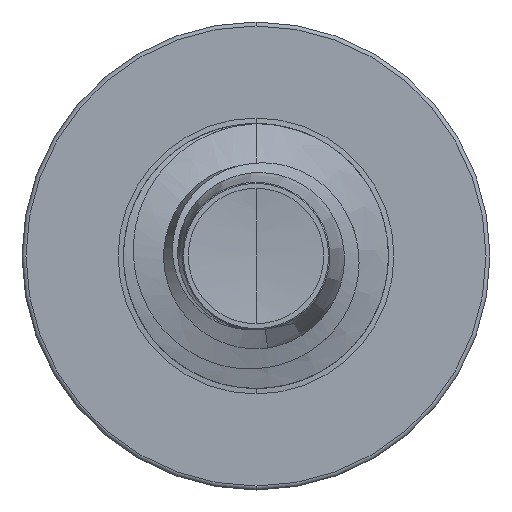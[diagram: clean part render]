
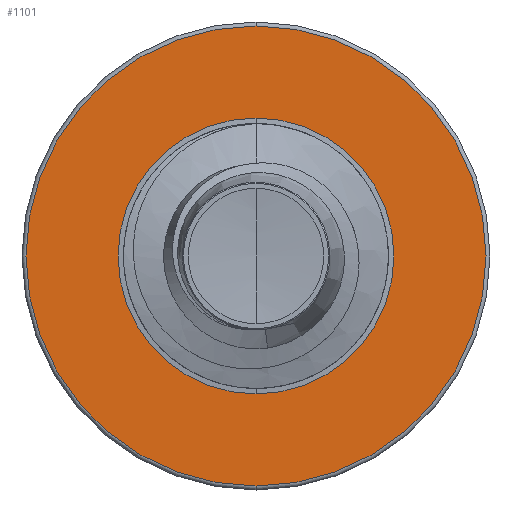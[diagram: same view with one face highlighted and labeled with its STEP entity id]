
A CAD part, front view. The second image highlights one B-rep face of the part: STEP entity #1101.
In plain terms, the highlighted planar face has unit normal (0, -1, 0).
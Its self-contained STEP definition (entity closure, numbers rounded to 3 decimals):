
#266 = CIRCLE ( 'NONE', #792, 2.605 ) ;
#792 = AXIS2_PLACEMENT_3D ( 'NONE', #13711, #13697, #13684 ) ;
#979 = CARTESIAN_POINT ( 'NONE',  ( 0., 7., 0. ) ) ;
#1101 = ADVANCED_FACE ( 'NONE', ( #5194, #10211 ), #4669, .F. ) ;
#1277 = DIRECTION ( 'NONE',  ( 0., 1., 0. ) ) ;
#2678 = DIRECTION ( 'NONE',  ( 0., 0., 1. ) ) ;
#2837 = AXIS2_PLACEMENT_3D ( 'NONE', #10969, #4684, #11798 ) ;
#3141 = VERTEX_POINT ( 'NONE', #11421 ) ;
#3376 = CIRCLE ( 'NONE', #8360, 1.562 ) ;
#3579 = DIRECTION ( 'NONE',  ( 0., 0., 1. ) ) ;
#3952 = CARTESIAN_POINT ( 'NONE',  ( 0., 7., -1.562 ) ) ;
#4669 = PLANE ( 'NONE',  #6774 ) ;
#4684 = DIRECTION ( 'NONE',  ( 0., 1., 0. ) ) ;
#4735 = CIRCLE ( 'NONE', #2837, 1.562 ) ;
#5194 = FACE_OUTER_BOUND ( 'NONE', #12303, .T. ) ;
#5360 = EDGE_CURVE ( 'NONE', #7294, #7950, #266, .T. ) ;
#6774 = AXIS2_PLACEMENT_3D ( 'NONE', #3952, #1277, #3579 ) ;
#6859 = CARTESIAN_POINT ( 'NONE',  ( 0., 7., 0. ) ) ;
#6870 = AXIS2_PLACEMENT_3D ( 'NONE', #979, #9864, #2678 ) ;
#7294 = VERTEX_POINT ( 'NONE', #13867 ) ;
#7950 = VERTEX_POINT ( 'NONE', #11039 ) ;
#8004 = DIRECTION ( 'NONE',  ( 0., 0., 1. ) ) ;
#8360 = AXIS2_PLACEMENT_3D ( 'NONE', #6859, #13194, #8004 ) ;
#8499 = CARTESIAN_POINT ( 'NONE',  ( 0., 7., -1.562 ) ) ;
#8770 = EDGE_LOOP ( 'NONE', ( #12062, #12225 ) ) ;
#9864 = DIRECTION ( 'NONE',  ( 0., 1., 0. ) ) ;
#10211 = FACE_BOUND ( 'NONE', #8770, .T. ) ;
#10366 = ORIENTED_EDGE ( 'NONE', *, *, #12635, .F. ) ;
#10693 = ORIENTED_EDGE ( 'NONE', *, *, #5360, .F. ) ;
#10969 = CARTESIAN_POINT ( 'NONE',  ( 0., 7., 0. ) ) ;
#11039 = CARTESIAN_POINT ( 'NONE',  ( 0., 7., -2.605 ) ) ;
#11268 = VERTEX_POINT ( 'NONE', #8499 ) ;
#11421 = CARTESIAN_POINT ( 'NONE',  ( 0., 7., 1.562 ) ) ;
#11798 = DIRECTION ( 'NONE',  ( 0., 0., 1. ) ) ;
#11878 = CIRCLE ( 'NONE', #6870, 2.605 ) ;
#12062 = ORIENTED_EDGE ( 'NONE', *, *, #13761, .T. ) ;
#12225 = ORIENTED_EDGE ( 'NONE', *, *, #12706, .T. ) ;
#12303 = EDGE_LOOP ( 'NONE', ( #10693, #10366 ) ) ;
#12635 = EDGE_CURVE ( 'NONE', #7950, #7294, #11878, .T. ) ;
#12706 = EDGE_CURVE ( 'NONE', #11268, #3141, #3376, .T. ) ;
#13194 = DIRECTION ( 'NONE',  ( 0., 1., 0. ) ) ;
#13684 = DIRECTION ( 'NONE',  ( 0., 0., 1. ) ) ;
#13697 = DIRECTION ( 'NONE',  ( 0., 1., 0. ) ) ;
#13711 = CARTESIAN_POINT ( 'NONE',  ( 0., 7., 0. ) ) ;
#13761 = EDGE_CURVE ( 'NONE', #3141, #11268, #4735, .T. ) ;
#13867 = CARTESIAN_POINT ( 'NONE',  ( 0., 7., 2.605 ) ) ;
